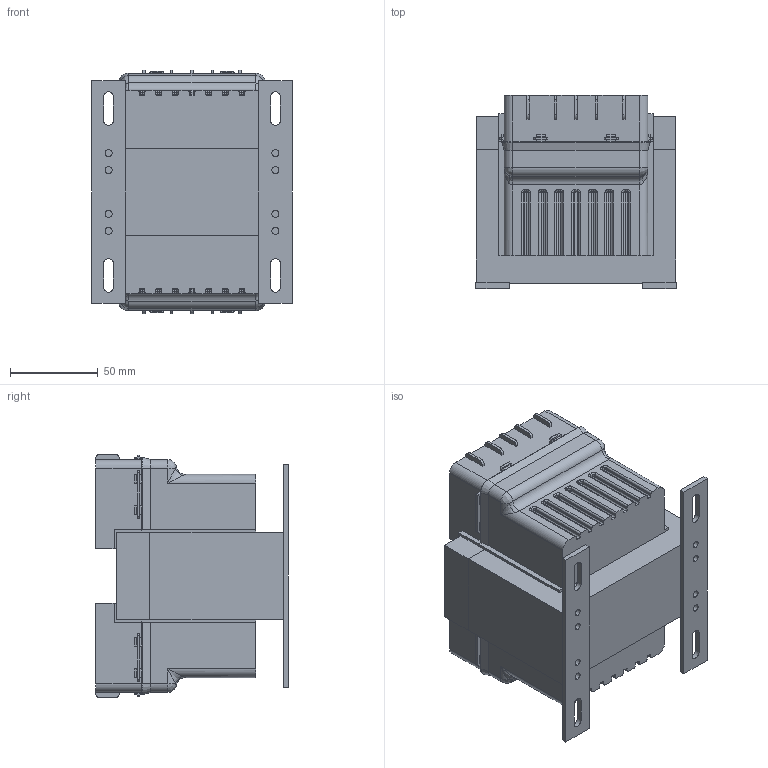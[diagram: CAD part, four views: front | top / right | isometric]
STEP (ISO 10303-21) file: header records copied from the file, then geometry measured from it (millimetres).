
FILE_DESCRIPTION (( 'STEP AP214' ), '1' );
FILE_NAME ('PH350MLI.step', '2017-08-15T17:49:54', ( '' ), ( '' ), 'SwSTEP 2.0', 'SolidWorks 2017', '' );
FILE_SCHEMA (( 'AUTOMOTIVE_DESIGN' ));
Length unit declared in the file: inch
Products named in the file (1): PH350MLI
Bounding box: 114.3 x 110 x 138.9 mm (x, y, z)
Volume: 1128335.4 mm3; surface area: 145192.8 mm2
Topology: 8 solids, 8 shells, 646 faces, 1706 edges, 1048 vertices
Faces by surface type: plane 374, cylinder 192, bspline 76, cone 4
Entity records: 21397 total; most frequent: CARTESIAN_POINT 5777, ORIENTED_EDGE 3340, DIRECTION 3028, EDGE_CURVE 1670, VECTOR 1198, LINE 1198, VERTEX_POINT 1048, AXIS2_PLACEMENT_3D 915
